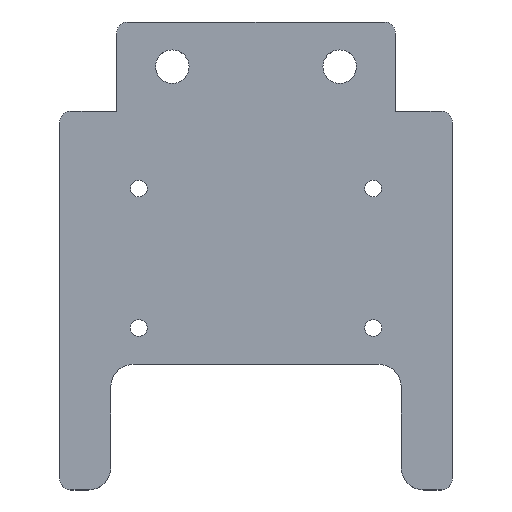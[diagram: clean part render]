
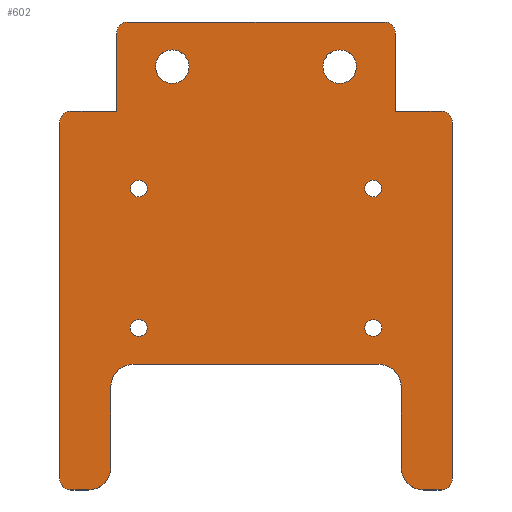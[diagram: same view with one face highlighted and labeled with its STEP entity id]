
A CAD part, top view. The second image highlights one B-rep face of the part: STEP entity #602.
In plain terms, the highlighted planar face has unit normal (0, 0, 1).
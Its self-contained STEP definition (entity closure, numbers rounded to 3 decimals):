
#21=FACE_BOUND('',#107,.T.);
#22=FACE_BOUND('',#108,.T.);
#23=FACE_BOUND('',#109,.T.);
#24=FACE_BOUND('',#110,.T.);
#25=FACE_BOUND('',#111,.T.);
#26=FACE_BOUND('',#112,.T.);
#40=PLANE('',#678);
#70=FACE_OUTER_BOUND('',#106,.T.);
#106=EDGE_LOOP('',(#529,#530,#531,#532,#533,#534,#535,#536,#537,#538,#539,
#540,#541,#542,#543,#544,#545,#546,#547,#548,#549,#550));
#107=EDGE_LOOP('',(#551));
#108=EDGE_LOOP('',(#552));
#109=EDGE_LOOP('',(#553));
#110=EDGE_LOOP('',(#554));
#111=EDGE_LOOP('',(#555));
#112=EDGE_LOOP('',(#556));
#127=LINE('',#923,#179);
#132=LINE('',#937,#184);
#138=LINE('',#952,#190);
#141=LINE('',#960,#193);
#144=LINE('',#968,#196);
#147=LINE('',#976,#199);
#150=LINE('',#984,#202);
#153=LINE('',#992,#205);
#156=LINE('',#1002,#208);
#158=LINE('',#1006,#210);
#159=LINE('',#1008,#211);
#164=LINE('',#1026,#216);
#179=VECTOR('',#735,10.);
#184=VECTOR('',#750,10.);
#190=VECTOR('',#766,10.);
#193=VECTOR('',#775,10.);
#196=VECTOR('',#784,10.);
#199=VECTOR('',#793,10.);
#202=VECTOR('',#802,10.);
#205=VECTOR('',#811,10.);
#208=VECTOR('',#824,10.);
#210=VECTOR('',#828,10.);
#211=VECTOR('',#831,10.);
#216=VECTOR('',#854,10.);
#217=CIRCLE('',#618,1.);
#234=CIRCLE('',#638,1.);
#235=CIRCLE('',#640,1.);
#236=CIRCLE('',#643,1.);
#237=CIRCLE('',#645,1.);
#238=CIRCLE('',#648,1.);
#239=CIRCLE('',#651,2.);
#240=CIRCLE('',#654,2.);
#241=CIRCLE('',#657,2.);
#242=CIRCLE('',#660,2.);
#243=CIRCLE('',#663,1.5);
#244=CIRCLE('',#665,1.5);
#245=CIRCLE('',#670,0.75);
#246=CIRCLE('',#672,0.75);
#247=CIRCLE('',#674,0.75);
#248=CIRCLE('',#676,0.75);
#249=VERTEX_POINT('',#859);
#250=VERTEX_POINT('',#860);
#279=VERTEX_POINT('',#922);
#280=VERTEX_POINT('',#926);
#281=VERTEX_POINT('',#930);
#282=VERTEX_POINT('',#932);
#283=VERTEX_POINT('',#936);
#284=VERTEX_POINT('',#940);
#285=VERTEX_POINT('',#944);
#286=VERTEX_POINT('',#946);
#287=VERTEX_POINT('',#950);
#288=VERTEX_POINT('',#954);
#289=VERTEX_POINT('',#958);
#290=VERTEX_POINT('',#962);
#291=VERTEX_POINT('',#964);
#292=VERTEX_POINT('',#970);
#293=VERTEX_POINT('',#972);
#294=VERTEX_POINT('',#978);
#295=VERTEX_POINT('',#979);
#296=VERTEX_POINT('',#986);
#297=VERTEX_POINT('',#987);
#298=VERTEX_POINT('',#994);
#299=VERTEX_POINT('',#998);
#300=VERTEX_POINT('',#1004);
#301=VERTEX_POINT('',#1010);
#302=VERTEX_POINT('',#1014);
#303=VERTEX_POINT('',#1018);
#304=VERTEX_POINT('',#1022);
#305=EDGE_CURVE('',#249,#250,#217,.T.);
#336=EDGE_CURVE('',#279,#250,#127,.T.);
#338=EDGE_CURVE('',#279,#280,#234,.T.);
#341=EDGE_CURVE('',#281,#282,#235,.T.);
#343=EDGE_CURVE('',#282,#283,#132,.T.);
#345=EDGE_CURVE('',#283,#284,#236,.T.);
#348=EDGE_CURVE('',#285,#286,#237,.T.);
#351=EDGE_CURVE('',#287,#285,#138,.T.);
#353=EDGE_CURVE('',#288,#287,#238,.T.);
#355=EDGE_CURVE('',#289,#288,#141,.T.);
#357=EDGE_CURVE('',#290,#291,#239,.T.);
#359=EDGE_CURVE('',#286,#290,#144,.T.);
#361=EDGE_CURVE('',#292,#293,#240,.T.);
#363=EDGE_CURVE('',#293,#281,#147,.T.);
#364=EDGE_CURVE('',#294,#295,#241,.T.);
#367=EDGE_CURVE('',#295,#292,#150,.T.);
#368=EDGE_CURVE('',#296,#297,#242,.T.);
#371=EDGE_CURVE('',#297,#294,#153,.T.);
#372=EDGE_CURVE('',#298,#298,#243,.T.);
#374=EDGE_CURVE('',#299,#299,#244,.T.);
#376=EDGE_CURVE('',#289,#280,#156,.T.);
#378=EDGE_CURVE('',#249,#300,#158,.T.);
#379=EDGE_CURVE('',#284,#300,#159,.T.);
#381=EDGE_CURVE('',#301,#301,#245,.T.);
#383=EDGE_CURVE('',#302,#302,#246,.T.);
#385=EDGE_CURVE('',#303,#303,#247,.T.);
#387=EDGE_CURVE('',#304,#304,#248,.T.);
#388=EDGE_CURVE('',#296,#291,#164,.T.);
#529=ORIENTED_EDGE('',*,*,#305,.F.);
#530=ORIENTED_EDGE('',*,*,#378,.T.);
#531=ORIENTED_EDGE('',*,*,#379,.F.);
#532=ORIENTED_EDGE('',*,*,#345,.F.);
#533=ORIENTED_EDGE('',*,*,#343,.F.);
#534=ORIENTED_EDGE('',*,*,#341,.F.);
#535=ORIENTED_EDGE('',*,*,#363,.F.);
#536=ORIENTED_EDGE('',*,*,#361,.F.);
#537=ORIENTED_EDGE('',*,*,#367,.F.);
#538=ORIENTED_EDGE('',*,*,#364,.F.);
#539=ORIENTED_EDGE('',*,*,#371,.F.);
#540=ORIENTED_EDGE('',*,*,#368,.F.);
#541=ORIENTED_EDGE('',*,*,#388,.T.);
#542=ORIENTED_EDGE('',*,*,#357,.F.);
#543=ORIENTED_EDGE('',*,*,#359,.F.);
#544=ORIENTED_EDGE('',*,*,#348,.F.);
#545=ORIENTED_EDGE('',*,*,#351,.F.);
#546=ORIENTED_EDGE('',*,*,#353,.F.);
#547=ORIENTED_EDGE('',*,*,#355,.F.);
#548=ORIENTED_EDGE('',*,*,#376,.T.);
#549=ORIENTED_EDGE('',*,*,#338,.F.);
#550=ORIENTED_EDGE('',*,*,#336,.T.);
#551=ORIENTED_EDGE('',*,*,#372,.T.);
#552=ORIENTED_EDGE('',*,*,#374,.T.);
#553=ORIENTED_EDGE('',*,*,#387,.F.);
#554=ORIENTED_EDGE('',*,*,#385,.F.);
#555=ORIENTED_EDGE('',*,*,#383,.F.);
#556=ORIENTED_EDGE('',*,*,#381,.F.);
#602=ADVANCED_FACE('',(#70,#21,#22,#23,#24,#25,#26),#40,.F.);
#618=AXIS2_PLACEMENT_3D('',#861,#683,#684);
#638=AXIS2_PLACEMENT_3D('',#927,#739,#740);
#640=AXIS2_PLACEMENT_3D('',#933,#745,#746);
#643=AXIS2_PLACEMENT_3D('',#941,#754,#755);
#645=AXIS2_PLACEMENT_3D('',#947,#760,#761);
#648=AXIS2_PLACEMENT_3D('',#956,#770,#771);
#651=AXIS2_PLACEMENT_3D('',#965,#779,#780);
#654=AXIS2_PLACEMENT_3D('',#973,#788,#789);
#657=AXIS2_PLACEMENT_3D('',#980,#796,#797);
#660=AXIS2_PLACEMENT_3D('',#988,#805,#806);
#663=AXIS2_PLACEMENT_3D('',#995,#814,#815);
#665=AXIS2_PLACEMENT_3D('',#999,#819,#820);
#670=AXIS2_PLACEMENT_3D('',#1012,#835,#836);
#672=AXIS2_PLACEMENT_3D('',#1016,#840,#841);
#674=AXIS2_PLACEMENT_3D('',#1020,#845,#846);
#676=AXIS2_PLACEMENT_3D('',#1024,#850,#851);
#678=AXIS2_PLACEMENT_3D('',#1027,#855,#856);
#683=DIRECTION('center_axis',(0.,0.,-1.));
#684=DIRECTION('ref_axis',(-0.707,0.707,0.));
#735=DIRECTION('',(-1.,0.,0.));
#739=DIRECTION('center_axis',(0.,0.,-1.));
#740=DIRECTION('ref_axis',(0.707,0.707,0.));
#745=DIRECTION('center_axis',(0.,0.,-1.));
#746=DIRECTION('ref_axis',(-0.707,-0.707,0.));
#750=DIRECTION('',(0.,1.,0.));
#754=DIRECTION('center_axis',(0.,0.,-1.));
#755=DIRECTION('ref_axis',(-0.707,0.707,0.));
#760=DIRECTION('center_axis',(0.,0.,-1.));
#761=DIRECTION('ref_axis',(0.707,-0.707,0.));
#766=DIRECTION('',(0.,-1.,0.));
#770=DIRECTION('center_axis',(0.,0.,-1.));
#771=DIRECTION('ref_axis',(0.707,0.707,0.));
#775=DIRECTION('',(1.,0.,0.));
#779=DIRECTION('center_axis',(0.,0.,-1.));
#780=DIRECTION('ref_axis',(-0.707,-0.707,0.));
#784=DIRECTION('',(-1.,0.,0.));
#788=DIRECTION('center_axis',(0.,0.,-1.));
#789=DIRECTION('ref_axis',(0.707,-0.707,0.));
#793=DIRECTION('',(-1.,0.,0.));
#796=DIRECTION('center_axis',(0.,0.,1.));
#797=DIRECTION('ref_axis',(-0.707,0.707,0.));
#802=DIRECTION('',(0.,-1.,0.));
#805=DIRECTION('center_axis',(0.,0.,1.));
#806=DIRECTION('ref_axis',(0.707,0.707,0.));
#811=DIRECTION('',(-1.,0.,0.));
#814=DIRECTION('center_axis',(0.,0.,-1.));
#815=DIRECTION('ref_axis',(-1.,0.,0.));
#819=DIRECTION('center_axis',(0.,0.,-1.));
#820=DIRECTION('ref_axis',(-1.,0.,0.));
#824=DIRECTION('',(0.,1.,0.));
#828=DIRECTION('',(0.,-1.,0.));
#831=DIRECTION('',(1.,0.,0.));
#835=DIRECTION('center_axis',(0.,0.,1.));
#836=DIRECTION('ref_axis',(-1.,0.,0.));
#840=DIRECTION('center_axis',(0.,0.,1.));
#841=DIRECTION('ref_axis',(-1.,0.,0.));
#845=DIRECTION('center_axis',(0.,0.,1.));
#846=DIRECTION('ref_axis',(-1.,0.,0.));
#850=DIRECTION('center_axis',(0.,0.,1.));
#851=DIRECTION('ref_axis',(-1.,0.,0.));
#854=DIRECTION('',(0.,-1.,0.));
#855=DIRECTION('center_axis',(0.,0.,-1.));
#856=DIRECTION('ref_axis',(-1.,0.,0.));
#859=CARTESIAN_POINT('',(-12.5,23.96,-3.4));
#860=CARTESIAN_POINT('',(-11.5,24.96,-3.4));
#861=CARTESIAN_POINT('Origin',(-11.5,23.96,-3.4));
#922=CARTESIAN_POINT('',(11.5,24.96,-3.4));
#923=CARTESIAN_POINT('',(0.,24.96,-3.4));
#926=CARTESIAN_POINT('',(12.5,23.96,-3.4));
#927=CARTESIAN_POINT('Origin',(11.5,23.96,-3.4));
#930=CARTESIAN_POINT('',(-16.585,-16.96,-3.4));
#932=CARTESIAN_POINT('',(-17.585,-15.96,-3.4));
#933=CARTESIAN_POINT('Origin',(-16.585,-15.96,-3.4));
#936=CARTESIAN_POINT('',(-17.585,15.96,-3.4));
#937=CARTESIAN_POINT('',(-17.585,-16.96,-3.4));
#940=CARTESIAN_POINT('',(-16.585,16.96,-3.4));
#941=CARTESIAN_POINT('Origin',(-16.585,15.96,-3.4));
#944=CARTESIAN_POINT('',(17.585,-15.96,-3.4));
#946=CARTESIAN_POINT('',(16.585,-16.96,-3.4));
#947=CARTESIAN_POINT('Origin',(16.585,-15.96,-3.4));
#950=CARTESIAN_POINT('',(17.585,15.96,-3.4));
#952=CARTESIAN_POINT('',(17.585,16.96,-3.4));
#954=CARTESIAN_POINT('',(16.585,16.96,-3.4));
#956=CARTESIAN_POINT('Origin',(16.585,15.96,-3.4));
#958=CARTESIAN_POINT('',(12.5,16.96,-3.4));
#960=CARTESIAN_POINT('',(-17.585,16.96,-3.4));
#962=CARTESIAN_POINT('',(15.,-16.96,-3.4));
#964=CARTESIAN_POINT('',(13.,-14.96,-3.4));
#965=CARTESIAN_POINT('Origin',(15.,-14.96,-3.4));
#968=CARTESIAN_POINT('',(17.585,-16.96,-3.4));
#970=CARTESIAN_POINT('',(-13.,-14.96,-3.4));
#972=CARTESIAN_POINT('',(-15.,-16.96,-3.4));
#973=CARTESIAN_POINT('Origin',(-15.,-14.96,-3.4));
#976=CARTESIAN_POINT('',(14.585,-16.96,-3.4));
#978=CARTESIAN_POINT('',(-11.,-5.71,-3.4));
#979=CARTESIAN_POINT('',(-13.,-7.71,-3.4));
#980=CARTESIAN_POINT('Origin',(-11.,-7.71,-3.4));
#984=CARTESIAN_POINT('',(-13.,-5.71,-3.4));
#986=CARTESIAN_POINT('',(13.,-7.71,-3.4));
#987=CARTESIAN_POINT('',(11.,-5.71,-3.4));
#988=CARTESIAN_POINT('Origin',(11.,-7.71,-3.4));
#992=CARTESIAN_POINT('',(14.,-5.71,-3.4));
#994=CARTESIAN_POINT('',(9.,20.96,-3.4));
#995=CARTESIAN_POINT('Origin',(7.5,20.96,-3.4));
#998=CARTESIAN_POINT('',(-6.,20.96,-3.4));
#999=CARTESIAN_POINT('Origin',(-7.5,20.96,-3.4));
#1002=CARTESIAN_POINT('',(12.5,24.96,-3.4));
#1004=CARTESIAN_POINT('',(-12.5,16.96,-3.4));
#1006=CARTESIAN_POINT('',(-12.5,24.96,-3.4));
#1008=CARTESIAN_POINT('',(-17.585,16.96,-3.4));
#1010=CARTESIAN_POINT('',(11.25,-2.46,-3.4));
#1012=CARTESIAN_POINT('Origin',(10.5,-2.46,-3.4));
#1014=CARTESIAN_POINT('',(11.25,10.04,-3.4));
#1016=CARTESIAN_POINT('Origin',(10.5,10.04,-3.4));
#1018=CARTESIAN_POINT('',(-9.75,10.04,-3.4));
#1020=CARTESIAN_POINT('Origin',(-10.5,10.04,-3.4));
#1022=CARTESIAN_POINT('',(-9.75,-2.46,-3.4));
#1024=CARTESIAN_POINT('Origin',(-10.5,-2.46,-3.4));
#1026=CARTESIAN_POINT('',(13.,-5.71,-3.4));
#1027=CARTESIAN_POINT('Origin',(0.,0.,-3.4));
